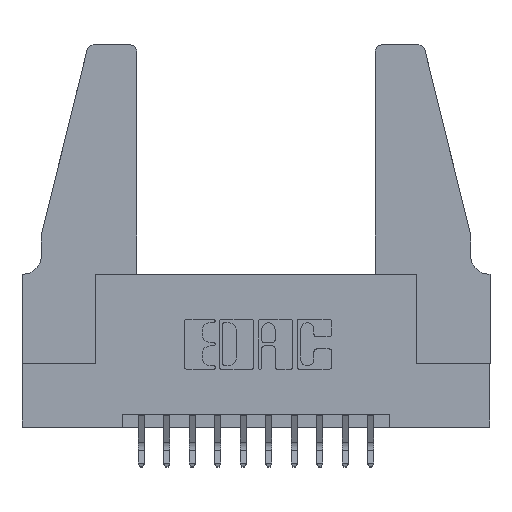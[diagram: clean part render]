
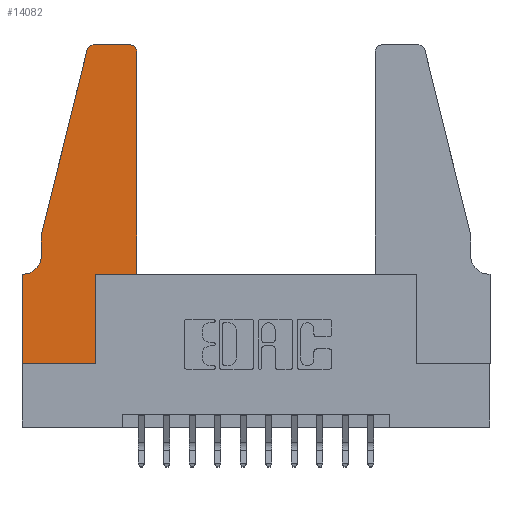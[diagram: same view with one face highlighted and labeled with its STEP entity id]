
A CAD part, top view. The second image highlights one B-rep face of the part: STEP entity #14082.
In plain terms, the highlighted planar face has unit normal (0, 0, 1).
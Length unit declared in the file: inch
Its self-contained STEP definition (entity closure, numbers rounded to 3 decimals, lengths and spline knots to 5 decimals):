
#302 = FACE_OUTER_BOUND ( 'NONE', #13072, .T. ) ;
#433 = VECTOR ( 'NONE', #11808, 39.37008 ) ;
#613 = CARTESIAN_POINT ( 'NONE',  ( 0.2865, 0.35, 0.37 ) ) ;
#622 = DIRECTION ( 'NONE',  ( 0., 1., 0. ) ) ;
#626 = CARTESIAN_POINT ( 'NONE',  ( 0., 0., 0.37 ) ) ;
#763 = CIRCLE ( 'NONE', #13746, 0.03 ) ;
#883 = VECTOR ( 'NONE', #14112, 39.37008 ) ;
#900 = VERTEX_POINT ( 'NONE', #11703 ) ;
#1055 = CARTESIAN_POINT ( 'NONE',  ( 0.0755, 0.5, 0.37 ) ) ;
#1286 = CARTESIAN_POINT ( 'NONE',  ( 0., 0.35, 0.37 ) ) ;
#1355 = EDGE_CURVE ( 'NONE', #6142, #5984, #9082, .T. ) ;
#1534 = DIRECTION ( 'NONE',  ( 0., 1., 0. ) ) ;
#1826 = CARTESIAN_POINT ( 'NONE',  ( 0.2865, 0., 0.37 ) ) ;
#1892 = CARTESIAN_POINT ( 'NONE',  ( 0.4205, 1.25, 0.37 ) ) ;
#2004 = LINE ( 'NONE', #7002, #8049 ) ;
#2051 = VERTEX_POINT ( 'NONE', #1055 ) ;
#2109 = CARTESIAN_POINT ( 'NONE',  ( 0., 0., 0.37 ) ) ;
#2305 = CARTESIAN_POINT ( 'NONE',  ( 0.4505, 0.35, 0.37 ) ) ;
#2489 = DIRECTION ( 'NONE',  ( 1., 0., 0. ) ) ;
#2746 = CARTESIAN_POINT ( 'NONE',  ( 0.0055, 0.42, 0.37 ) ) ;
#2893 = CIRCLE ( 'NONE', #14297, 0.07 ) ;
#3090 = CARTESIAN_POINT ( 'NONE',  ( 0.4205, 1.22, 0.37 ) ) ;
#3331 = VERTEX_POINT ( 'NONE', #12435 ) ;
#3387 = CIRCLE ( 'NONE', #10963, 0.03 ) ;
#3474 = VECTOR ( 'NONE', #13776, 39.37008 ) ;
#3557 = LINE ( 'NONE', #8448, #433 ) ;
#3564 = CARTESIAN_POINT ( 'NONE',  ( 0.284, 1.22, 0.37 ) ) ;
#3786 = DIRECTION ( 'NONE',  ( -0.239, -0.971, 0. ) ) ;
#3860 = DIRECTION ( 'NONE',  ( 0., -1., 0. ) ) ;
#3928 = DIRECTION ( 'NONE',  ( -1., 0., 0. ) ) ;
#3936 = EDGE_CURVE ( 'NONE', #7899, #3331, #3387, .T. ) ;
#4037 = LINE ( 'NONE', #5284, #883 ) ;
#4158 = EDGE_CURVE ( 'NONE', #7739, #6142, #3557, .T. ) ;
#4285 = DIRECTION ( 'NONE',  ( 1., 0., 0. ) ) ;
#4456 = AXIS2_PLACEMENT_3D ( 'NONE', #1286, #9286, #2489 ) ;
#4467 = ORIENTED_EDGE ( 'NONE', *, *, #13358, .T. ) ;
#4583 = ORIENTED_EDGE ( 'NONE', *, *, #3936, .T. ) ;
#4608 = ORIENTED_EDGE ( 'NONE', *, *, #10304, .T. ) ;
#4620 = ORIENTED_EDGE ( 'NONE', *, *, #5937, .T. ) ;
#4732 = DIRECTION ( 'NONE',  ( 1., 0., 0. ) ) ;
#4762 = ORIENTED_EDGE ( 'NONE', *, *, #11718, .T. ) ;
#4783 = ORIENTED_EDGE ( 'NONE', *, *, #4158, .T. ) ;
#4811 = ORIENTED_EDGE ( 'NONE', *, *, #1355, .T. ) ;
#4831 = DIRECTION ( 'NONE',  ( -1., 0., 0. ) ) ;
#4933 = ORIENTED_EDGE ( 'NONE', *, *, #12990, .T. ) ;
#4964 = CARTESIAN_POINT ( 'NONE',  ( 0.0055, 0.35, 0.37 ) ) ;
#4987 = EDGE_CURVE ( 'NONE', #900, #13025, #763, .T. ) ;
#5000 = ORIENTED_EDGE ( 'NONE', *, *, #7801, .T. ) ;
#5013 = CARTESIAN_POINT ( 'NONE',  ( 0.2865, 0.35, 0.37 ) ) ;
#5126 = ORIENTED_EDGE ( 'NONE', *, *, #12799, .T. ) ;
#5138 = ORIENTED_EDGE ( 'NONE', *, *, #12358, .T. ) ;
#5149 = ORIENTED_EDGE ( 'NONE', *, *, #4987, .T. ) ;
#5284 = CARTESIAN_POINT ( 'NONE',  ( 0., 0., 0.37 ) ) ;
#5874 = PLANE ( 'NONE',  #4456 ) ;
#5937 = EDGE_CURVE ( 'NONE', #2051, #12758, #14254, .T. ) ;
#5984 = VERTEX_POINT ( 'NONE', #626 ) ;
#6037 = CARTESIAN_POINT ( 'NONE',  ( 0.4505, 0.35, 0.37 ) ) ;
#6073 = VECTOR ( 'NONE', #10468, 39.37008 ) ;
#6142 = VERTEX_POINT ( 'NONE', #14343 ) ;
#6709 = VECTOR ( 'NONE', #1534, 39.37008 ) ;
#7002 = CARTESIAN_POINT ( 'NONE',  ( 0.2605, 1.25, 0.37 ) ) ;
#7121 = CARTESIAN_POINT ( 'NONE',  ( 0.0755, 0.42, 0.37 ) ) ;
#7739 = VERTEX_POINT ( 'NONE', #4964 ) ;
#7801 = EDGE_CURVE ( 'NONE', #14348, #9815, #9736, .T. ) ;
#7899 = VERTEX_POINT ( 'NONE', #9685 ) ;
#8049 = VECTOR ( 'NONE', #4831, 39.37008 ) ;
#8097 = VERTEX_POINT ( 'NONE', #2305 ) ;
#8448 = CARTESIAN_POINT ( 'NONE',  ( 0.0755, 0.35, 0.37 ) ) ;
#8719 = VECTOR ( 'NONE', #622, 39.37008 ) ;
#9058 = LINE ( 'NONE', #9784, #8719 ) ;
#9082 = LINE ( 'NONE', #2109, #6073 ) ;
#9098 = VECTOR ( 'NONE', #3786, 39.37008 ) ;
#9286 = DIRECTION ( 'NONE',  ( 0., 0., 1. ) ) ;
#9492 = LINE ( 'NONE', #6037, #3474 ) ;
#9685 = CARTESIAN_POINT ( 'NONE',  ( 0.284, 1.25, 0.37 ) ) ;
#9736 = LINE ( 'NONE', #5013, #6709 ) ;
#9784 = CARTESIAN_POINT ( 'NONE',  ( 0.4505, 0.35, 0.37 ) ) ;
#9815 = VERTEX_POINT ( 'NONE', #613 ) ;
#10304 = EDGE_CURVE ( 'NONE', #3331, #2051, #12065, .T. ) ;
#10468 = DIRECTION ( 'NONE',  ( 0., -1., 0. ) ) ;
#10666 = DIRECTION ( 'NONE',  ( 0., 0., -1. ) ) ;
#10963 = AXIS2_PLACEMENT_3D ( 'NONE', #3564, #11422, #4732 ) ;
#10978 = DIRECTION ( 'NONE',  ( 0., 0., 1. ) ) ;
#11409 = VECTOR ( 'NONE', #3860, 39.37008 ) ;
#11422 = DIRECTION ( 'NONE',  ( 0., 0., 1. ) ) ;
#11651 = CARTESIAN_POINT ( 'NONE',  ( 0.0755, 0.5, 0.37 ) ) ;
#11703 = CARTESIAN_POINT ( 'NONE',  ( 0.4505, 1.22, 0.37 ) ) ;
#11718 = EDGE_CURVE ( 'NONE', #12758, #7739, #2893, .T. ) ;
#11808 = DIRECTION ( 'NONE',  ( -1., 0., 0. ) ) ;
#12065 = LINE ( 'NONE', #13723, #9098 ) ;
#12358 = EDGE_CURVE ( 'NONE', #8097, #900, #9058, .T. ) ;
#12435 = CARTESIAN_POINT ( 'NONE',  ( 0.25487, 1.22718, 0.37 ) ) ;
#12758 = VERTEX_POINT ( 'NONE', #7121 ) ;
#12799 = EDGE_CURVE ( 'NONE', #9815, #8097, #9492, .T. ) ;
#12990 = EDGE_CURVE ( 'NONE', #5984, #14348, #4037, .T. ) ;
#13025 = VERTEX_POINT ( 'NONE', #1892 ) ;
#13072 = EDGE_LOOP ( 'NONE', ( #4467, #4583, #4608, #4620, #4762, #4783, #4811, #4933, #5000, #5126, #5138, #5149 ) ) ;
#13358 = EDGE_CURVE ( 'NONE', #13025, #7899, #2004, .T. ) ;
#13723 = CARTESIAN_POINT ( 'NONE',  ( 0.0755, 0.5, 0.37 ) ) ;
#13746 = AXIS2_PLACEMENT_3D ( 'NONE', #3090, #10978, #4285 ) ;
#13776 = DIRECTION ( 'NONE',  ( 1., 0., 0. ) ) ;
#14082 = ADVANCED_FACE ( 'NONE', ( #302 ), #5874, .T. ) ;
#14112 = DIRECTION ( 'NONE',  ( 1., 0., 0. ) ) ;
#14254 = LINE ( 'NONE', #11651, #11409 ) ;
#14297 = AXIS2_PLACEMENT_3D ( 'NONE', #2746, #10666, #3928 ) ;
#14343 = CARTESIAN_POINT ( 'NONE',  ( 0., 0.35, 0.37 ) ) ;
#14348 = VERTEX_POINT ( 'NONE', #1826 ) ;
